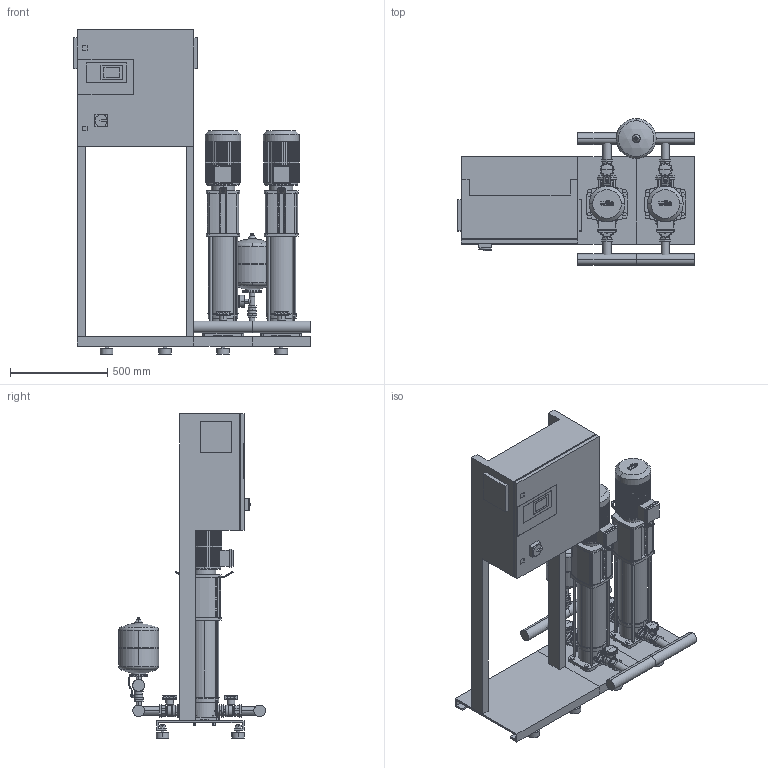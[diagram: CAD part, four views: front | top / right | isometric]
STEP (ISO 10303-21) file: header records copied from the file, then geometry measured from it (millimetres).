
FILE_DESCRIPTION((''),'2;1');
FILE_NAME('3d_CO-2HELIXV611_K_CC-01-2535318.stp','2016-01-25T10:00:55',(''),(''),'Mechanical Desktop 2009','Mechanical Desktop 2009',', , ');
FILE_SCHEMA(('CONFIG_CONTROL_DESIGN'));
Length unit declared in the file: millimetre
Products named in the file (1): Product
Bounding box: 1220 x 756.15 x 1670 mm (x, y, z)
Volume: 162009374.9 mm3; surface area: 7419964.8 mm2
Topology: 91 solids, 91 shells, 3227 faces, 8419 edges, 5545 vertices
Faces by surface type: plane 1629, cylinder 730, bspline 730, cone 116, torus 20, sphere 2
Entity records: 103578 total; most frequent: CARTESIAN_POINT 24076, ORIENTED_EDGE 16822, DIRECTION 15307, EDGE_CURVE 8411, VECTOR 5895, LINE 5895, VERTEX_POINT 5540, AXIS2_PLACEMENT_3D 4706
